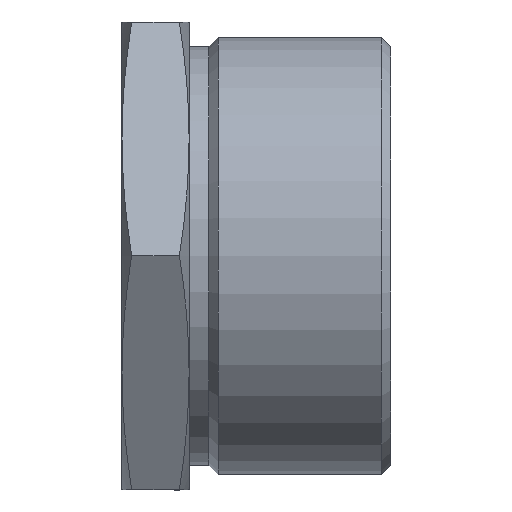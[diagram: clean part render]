
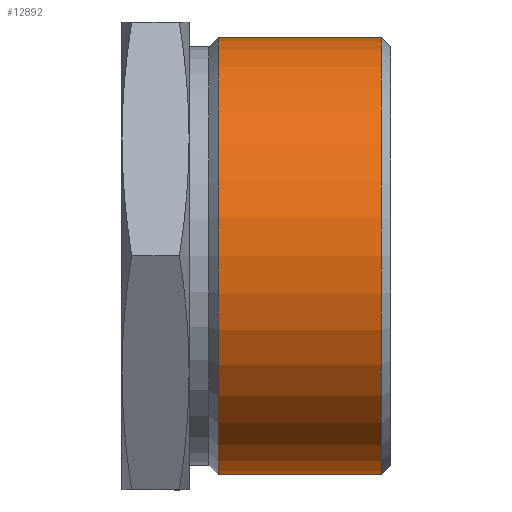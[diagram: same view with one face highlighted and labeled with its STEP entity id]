
A CAD part, top view. The second image highlights one B-rep face of the part: STEP entity #12892.
In plain terms, the highlighted cylindrical face has radius 43.942 mm (diameter 87.884 mm), a partial arc.
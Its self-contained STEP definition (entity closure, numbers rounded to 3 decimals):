
#429 = EDGE_CURVE ( 'NONE', #10514, #3562, #6335, .T. ) ;
#619 = EDGE_CURVE ( 'NONE', #10514, #9278, #792, .T. ) ;
#792 = LINE ( 'NONE', #14076, #7327 ) ;
#1120 = CARTESIAN_POINT ( 'NONE',  ( 52.158, -43.942, 0. ) ) ;
#1346 = CARTESIAN_POINT ( 'NONE',  ( 13.5, 0., 0. ) ) ;
#1462 = VECTOR ( 'NONE', #4217, 1000. ) ;
#2171 = DIRECTION ( 'NONE',  ( -1., 0., 0. ) ) ;
#2753 = ORIENTED_EDGE ( 'NONE', *, *, #5692, .F. ) ;
#3088 = CIRCLE ( 'NONE', #9014, 43.942 ) ;
#3090 = CARTESIAN_POINT ( 'NONE',  ( 19.342, 43.942, 0. ) ) ;
#3562 = VERTEX_POINT ( 'NONE', #3090 ) ;
#4217 = DIRECTION ( 'NONE',  ( 1., 0., 0. ) ) ;
#4251 = AXIS2_PLACEMENT_3D ( 'NONE', #13238, #2171, #7634 ) ;
#4684 = ORIENTED_EDGE ( 'NONE', *, *, #9331, .F. ) ;
#5692 = EDGE_CURVE ( 'NONE', #3562, #11203, #12409, .T. ) ;
#5700 = ORIENTED_EDGE ( 'NONE', *, *, #619, .T. ) ;
#5714 = FACE_OUTER_BOUND ( 'NONE', #12896, .T. ) ;
#6229 = CYLINDRICAL_SURFACE ( 'NONE', #9905, 43.942 ) ;
#6335 = CIRCLE ( 'NONE', #4251, 43.942 ) ;
#7327 = VECTOR ( 'NONE', #13874, 1000. ) ;
#7634 = DIRECTION ( 'NONE',  ( 0., -1., 0. ) ) ;
#7664 = CARTESIAN_POINT ( 'NONE',  ( 52.158, 0., 0. ) ) ;
#9014 = AXIS2_PLACEMENT_3D ( 'NONE', #7664, #12188, #11066 ) ;
#9278 = VERTEX_POINT ( 'NONE', #1120 ) ;
#9331 = EDGE_CURVE ( 'NONE', #11203, #9278, #3088, .T. ) ;
#9905 = AXIS2_PLACEMENT_3D ( 'NONE', #1346, #11253, #12469 ) ;
#10165 = CARTESIAN_POINT ( 'NONE',  ( 52.158, 43.942, 0. ) ) ;
#10231 = CARTESIAN_POINT ( 'NONE',  ( 19.342, -43.942, 0. ) ) ;
#10514 = VERTEX_POINT ( 'NONE', #10231 ) ;
#11066 = DIRECTION ( 'NONE',  ( 0., -1., 0. ) ) ;
#11203 = VERTEX_POINT ( 'NONE', #10165 ) ;
#11253 = DIRECTION ( 'NONE',  ( 1., 0., 0. ) ) ;
#12188 = DIRECTION ( 'NONE',  ( 1., 0., 0. ) ) ;
#12409 = LINE ( 'NONE', #13134, #1462 ) ;
#12469 = DIRECTION ( 'NONE',  ( 0., -1., 0. ) ) ;
#12892 = ADVANCED_FACE ( 'NONE', ( #5714 ), #6229, .T. ) ;
#12896 = EDGE_LOOP ( 'NONE', ( #2753, #13514, #5700, #4684 ) ) ;
#13134 = CARTESIAN_POINT ( 'NONE',  ( 13.5, 43.942, 0. ) ) ;
#13238 = CARTESIAN_POINT ( 'NONE',  ( 19.342, 0., 0. ) ) ;
#13514 = ORIENTED_EDGE ( 'NONE', *, *, #429, .F. ) ;
#13874 = DIRECTION ( 'NONE',  ( 1., 0., 0. ) ) ;
#14076 = CARTESIAN_POINT ( 'NONE',  ( 13.5, -43.942, 0. ) ) ;
